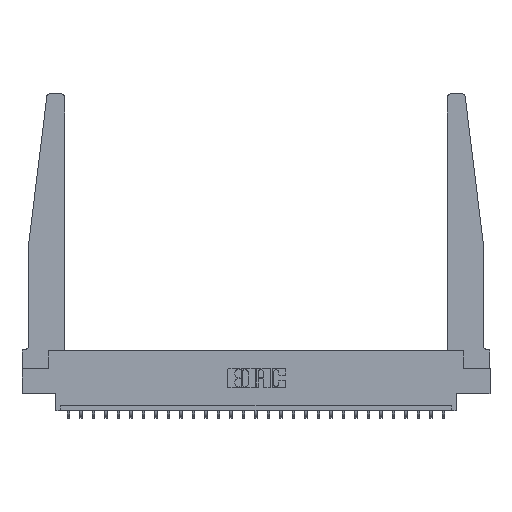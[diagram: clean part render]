
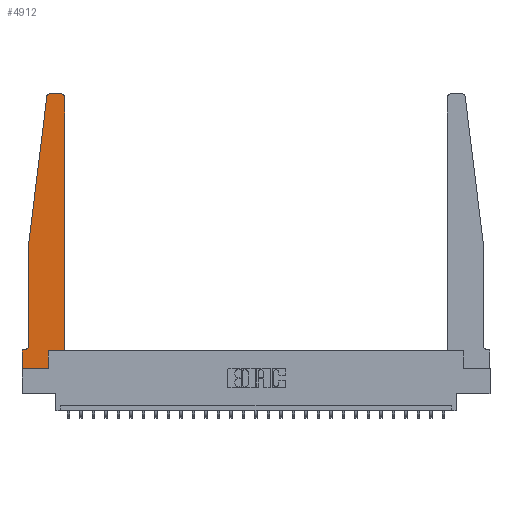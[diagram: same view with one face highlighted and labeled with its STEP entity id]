
A CAD part, top view. The second image highlights one B-rep face of the part: STEP entity #4912.
In plain terms, the highlighted planar face has unit normal (0, 0, 1).
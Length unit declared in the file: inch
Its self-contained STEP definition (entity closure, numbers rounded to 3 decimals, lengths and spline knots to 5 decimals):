
#41 = CARTESIAN_POINT ( 'NONE',  ( 0.015, 0.2375, 0.37 ) ) ;
#48 = ORIENTED_EDGE ( 'NONE', *, *, #6078, .T. ) ;
#201 = EDGE_CURVE ( 'NONE', #23864, #5548, #15768, .T. ) ;
#220 = DIRECTION ( 'NONE',  ( -0.122, -0.992, 0. ) ) ;
#267 = CARTESIAN_POINT ( 'NONE',  ( 0.065, 1.25, 0.37 ) ) ;
#399 = ORIENTED_EDGE ( 'NONE', *, *, #20334, .T. ) ;
#683 = LINE ( 'NONE', #24862, #23219 ) ;
#1334 = VECTOR ( 'NONE', #4444, 39.37008 ) ;
#1391 = AXIS2_PLACEMENT_3D ( 'NONE', #4671, #4805, #12864 ) ;
#1907 = CARTESIAN_POINT ( 'NONE',  ( 0.25, 2.75, 0.37 ) ) ;
#1952 = VERTEX_POINT ( 'NONE', #20528 ) ;
#1966 = LINE ( 'NONE', #4059, #23216 ) ;
#2452 = CARTESIAN_POINT ( 'NONE',  ( 0.425, 2.72, 0.37 ) ) ;
#2762 = FACE_OUTER_BOUND ( 'NONE', #12924, .T. ) ;
#3609 = VERTEX_POINT ( 'NONE', #267 ) ;
#3708 = LINE ( 'NONE', #20242, #9329 ) ;
#4059 = CARTESIAN_POINT ( 'NONE',  ( 0., 0., 0.37 ) ) ;
#4375 = DIRECTION ( 'NONE',  ( 0., 0., 1. ) ) ;
#4439 = CARTESIAN_POINT ( 'NONE',  ( 0.2605, 0.18, 0.37 ) ) ;
#4444 = DIRECTION ( 'NONE',  ( -1., 0., 0. ) ) ;
#4546 = VECTOR ( 'NONE', #9941, 39.37008 ) ;
#4671 = CARTESIAN_POINT ( 'NONE',  ( 0.395, 2.72, 0.37 ) ) ;
#4805 = DIRECTION ( 'NONE',  ( 0., 0., 1. ) ) ;
#4912 = ADVANCED_FACE ( 'NONE', ( #2762 ), #18641, .T. ) ;
#5370 = AXIS2_PLACEMENT_3D ( 'NONE', #41, #15773, #5844 ) ;
#5548 = VERTEX_POINT ( 'NONE', #7732 ) ;
#5718 = CARTESIAN_POINT ( 'NONE',  ( 0.425, 0.18, 0.37 ) ) ;
#5844 = DIRECTION ( 'NONE',  ( -1., 0., 0. ) ) ;
#6004 = VERTEX_POINT ( 'NONE', #24619 ) ;
#6078 = EDGE_CURVE ( 'NONE', #20409, #6638, #12455, .T. ) ;
#6638 = VERTEX_POINT ( 'NONE', #25512 ) ;
#6742 = DIRECTION ( 'NONE',  ( 0., -1., 0. ) ) ;
#7202 = VECTOR ( 'NONE', #12970, 39.37008 ) ;
#7732 = CARTESIAN_POINT ( 'NONE',  ( 0.425, 0.18, 0.37 ) ) ;
#8214 = CARTESIAN_POINT ( 'NONE',  ( 0.065, 0.2375, 0.37 ) ) ;
#8732 = DIRECTION ( 'NONE',  ( 1., 0., 0. ) ) ;
#9329 = VECTOR ( 'NONE', #17958, 39.37008 ) ;
#9456 = VECTOR ( 'NONE', #15308, 39.37008 ) ;
#9779 = CARTESIAN_POINT ( 'NONE',  ( 0.065, 1.25, 0.37 ) ) ;
#9941 = DIRECTION ( 'NONE',  ( -1., 0., 0. ) ) ;
#10201 = EDGE_CURVE ( 'NONE', #15178, #6004, #21451, .T. ) ;
#10457 = CARTESIAN_POINT ( 'NONE',  ( 0.27653, 2.72, 0.37 ) ) ;
#11156 = CARTESIAN_POINT ( 'NONE',  ( 0., 0.1875, 0.37 ) ) ;
#11619 = CARTESIAN_POINT ( 'NONE',  ( 0.425, 0.18, 0.37 ) ) ;
#11808 = DIRECTION ( 'NONE',  ( 1., 0., 0. ) ) ;
#11940 = LINE ( 'NONE', #1907, #4546 ) ;
#11994 = EDGE_CURVE ( 'NONE', #15804, #19286, #17439, .T. ) ;
#12247 = EDGE_CURVE ( 'NONE', #19286, #3609, #22571, .T. ) ;
#12455 = LINE ( 'NONE', #22913, #7202 ) ;
#12821 = DIRECTION ( 'NONE',  ( 1., 0., 0. ) ) ;
#12864 = DIRECTION ( 'NONE',  ( 1., 0., 0. ) ) ;
#12924 = EDGE_LOOP ( 'NONE', ( #19043, #13173, #20205, #21309, #24113, #24288, #48, #15425, #18234, #18025, #13727, #399 ) ) ;
#12970 = DIRECTION ( 'NONE',  ( 0., -1., 0. ) ) ;
#13173 = ORIENTED_EDGE ( 'NONE', *, *, #11994, .T. ) ;
#13727 = ORIENTED_EDGE ( 'NONE', *, *, #21948, .T. ) ;
#14265 = EDGE_CURVE ( 'NONE', #14861, #23864, #3708, .T. ) ;
#14720 = CARTESIAN_POINT ( 'NONE',  ( 0.065, 0.1875, 0.37 ) ) ;
#14861 = VERTEX_POINT ( 'NONE', #16714 ) ;
#15178 = VERTEX_POINT ( 'NONE', #8214 ) ;
#15225 = EDGE_CURVE ( 'NONE', #1952, #15804, #11940, .T. ) ;
#15308 = DIRECTION ( 'NONE',  ( 0., 1., 0. ) ) ;
#15425 = ORIENTED_EDGE ( 'NONE', *, *, #16080, .T. ) ;
#15768 = LINE ( 'NONE', #5718, #18455 ) ;
#15773 = DIRECTION ( 'NONE',  ( 0., 0., -1. ) ) ;
#15804 = VERTEX_POINT ( 'NONE', #18892 ) ;
#16080 = EDGE_CURVE ( 'NONE', #6638, #14861, #1966, .T. ) ;
#16083 = DIRECTION ( 'NONE',  ( 1., 0., 0. ) ) ;
#16168 = AXIS2_PLACEMENT_3D ( 'NONE', #10457, #18782, #8732 ) ;
#16714 = CARTESIAN_POINT ( 'NONE',  ( 0.2605, 0., 0.37 ) ) ;
#16892 = CARTESIAN_POINT ( 'NONE',  ( 0., 0.1875, 0.37 ) ) ;
#17429 = LINE ( 'NONE', #11619, #9456 ) ;
#17439 = CIRCLE ( 'NONE', #16168, 0.03 ) ;
#17958 = DIRECTION ( 'NONE',  ( 0., 1., 0. ) ) ;
#18025 = ORIENTED_EDGE ( 'NONE', *, *, #201, .T. ) ;
#18234 = ORIENTED_EDGE ( 'NONE', *, *, #14265, .T. ) ;
#18236 = VECTOR ( 'NONE', #220, 39.37008 ) ;
#18455 = VECTOR ( 'NONE', #11808, 39.37008 ) ;
#18641 = PLANE ( 'NONE',  #25315 ) ;
#18690 = VERTEX_POINT ( 'NONE', #2452 ) ;
#18694 = EDGE_CURVE ( 'NONE', #6004, #20409, #20988, .T. ) ;
#18782 = DIRECTION ( 'NONE',  ( 0., 0., 1. ) ) ;
#18892 = CARTESIAN_POINT ( 'NONE',  ( 0.27653, 2.75, 0.37 ) ) ;
#19043 = ORIENTED_EDGE ( 'NONE', *, *, #15225, .T. ) ;
#19286 = VERTEX_POINT ( 'NONE', #21088 ) ;
#20205 = ORIENTED_EDGE ( 'NONE', *, *, #12247, .T. ) ;
#20242 = CARTESIAN_POINT ( 'NONE',  ( 0.2605, 0.18, 0.37 ) ) ;
#20334 = EDGE_CURVE ( 'NONE', #18690, #1952, #25437, .T. ) ;
#20409 = VERTEX_POINT ( 'NONE', #11156 ) ;
#20528 = CARTESIAN_POINT ( 'NONE',  ( 0.395, 2.75, 0.37 ) ) ;
#20988 = LINE ( 'NONE', #14720, #1334 ) ;
#21088 = CARTESIAN_POINT ( 'NONE',  ( 0.24675, 2.72367, 0.37 ) ) ;
#21309 = ORIENTED_EDGE ( 'NONE', *, *, #25910, .T. ) ;
#21451 = CIRCLE ( 'NONE', #5370, 0.05 ) ;
#21948 = EDGE_CURVE ( 'NONE', #5548, #18690, #17429, .T. ) ;
#22571 = LINE ( 'NONE', #9779, #18236 ) ;
#22913 = CARTESIAN_POINT ( 'NONE',  ( 0., 0., 0.37 ) ) ;
#23216 = VECTOR ( 'NONE', #16083, 39.37008 ) ;
#23219 = VECTOR ( 'NONE', #6742, 39.37008 ) ;
#23864 = VERTEX_POINT ( 'NONE', #4439 ) ;
#24113 = ORIENTED_EDGE ( 'NONE', *, *, #10201, .T. ) ;
#24288 = ORIENTED_EDGE ( 'NONE', *, *, #18694, .T. ) ;
#24619 = CARTESIAN_POINT ( 'NONE',  ( 0.015, 0.1875, 0.37 ) ) ;
#24862 = CARTESIAN_POINT ( 'NONE',  ( 0.065, 1.25, 0.37 ) ) ;
#25315 = AXIS2_PLACEMENT_3D ( 'NONE', #16892, #4375, #12821 ) ;
#25437 = CIRCLE ( 'NONE', #1391, 0.03 ) ;
#25512 = CARTESIAN_POINT ( 'NONE',  ( 0., 0., 0.37 ) ) ;
#25910 = EDGE_CURVE ( 'NONE', #3609, #15178, #683, .T. ) ;
